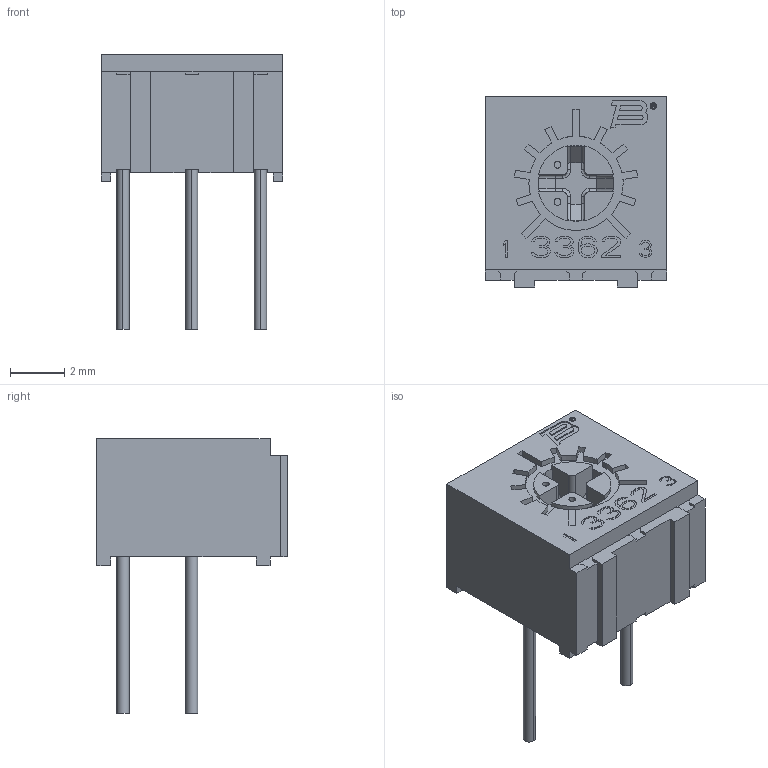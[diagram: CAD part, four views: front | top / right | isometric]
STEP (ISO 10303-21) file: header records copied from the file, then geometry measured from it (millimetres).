
FILE_DESCRIPTION(('FreeCAD Model'),'2;1');
FILE_NAME('User_Library_3362P_2_sp.step', '2018-12-31T13:31:54',('kicad StepUp'),('ksu MCAD'), 'Open CASCADE STEP processor 7.2','FreeCAD','Unknown');
FILE_SCHEMA(('AUTOMOTIVE_DESIGN { 1 0 10303 214 1 1 1 1 }'));
Length unit declared in the file: millimetre
Products named in the file (1): User_Library_3362P_2_sp
Bounding box: 6.71 x 7.04 x 10.16 mm (x, y, z)
Volume: 191.4 mm3; surface area: 267.1 mm2
Topology: 1 solids, 1 shells, 550 faces, 1551 edges, 1024 vertices
Faces by surface type: plane 454, cylinder 84, bspline 12
Entity records: 22183 total; most frequent: CARTESIAN_POINT 4093, ORIENTED_EDGE 3102, DIRECTION 2735, EDGE_CURVE 1551, LINE 1365, VECTOR 1365, VERTEX_POINT 1024, AXIS2_PLACEMENT_3D 685
